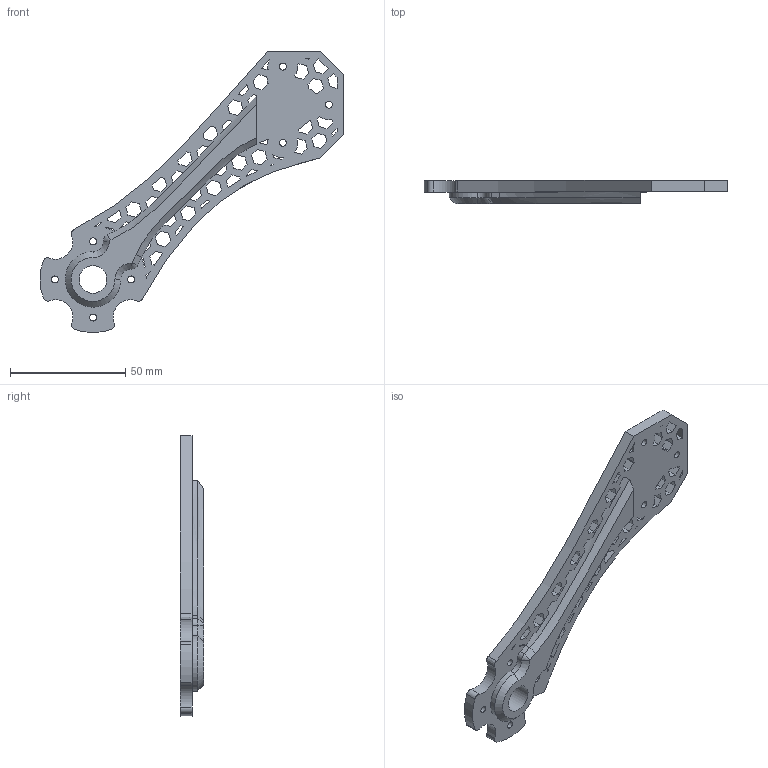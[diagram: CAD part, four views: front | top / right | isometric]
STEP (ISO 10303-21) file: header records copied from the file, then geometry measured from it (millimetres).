
FILE_DESCRIPTION(/* description */ (''),/* implementation_level */ '2;1');
FILE_NAME(/* name */ 'Arm v15.step',/* time_stamp */ '2022-01-19T17:30:53+02:00',/* author */ (''),/* organization */ (''),/* preprocessor_version */ 'ST-DEVELOPER v18.1',/* originating_system */ 'Autodesk Translation Framework v10.10.0.1391',/* authorisation */ '');
FILE_SCHEMA (('AUTOMOTIVE_DESIGN { 1 0 10303 214 3 1 1 }'));
Length unit declared in the file: millimetre
Products named in the file (1): Arm
Bounding box: 131.65 x 10 x 121.65 mm (x, y, z)
Volume: 29758.8 mm3; surface area: 16579.5 mm2
Topology: 1 solids, 1 shells, 268 faces, 822 edges, 545 vertices
Faces by surface type: plane 204, cylinder 32, bspline 27, cone 5
Full cylindrical faces by diameter (mm): 3 x7, 12 x1
Entity records: 10095 total; most frequent: CARTESIAN_POINT 2737, ORIENTED_EDGE 1644, DIRECTION 1268, EDGE_CURVE 822, LINE 646, VECTOR 646, VERTEX_POINT 545, EDGE_LOOP 367
